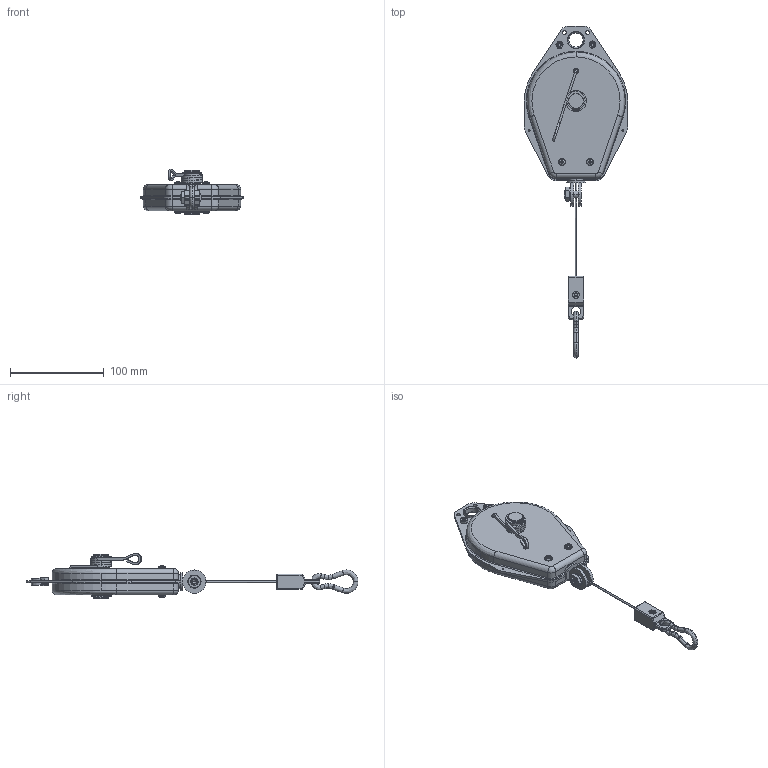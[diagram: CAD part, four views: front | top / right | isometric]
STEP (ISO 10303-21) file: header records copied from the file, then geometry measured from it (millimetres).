
FILE_DESCRIPTION (( 'STEP AP214' ), '1' );
FILE_NAME ('0014153.step', '2023-09-05T10:54:13', ( '' ), ( '' ), 'SwSTEP 2.0', 'SolidWorks 2020', '' );
FILE_SCHEMA (( 'AUTOMOTIVE_DESIGN' ));
Length unit declared in the file: millimetre
Products named in the file (1): 0014153
Bounding box: 110 x 354 x 48.56 mm (x, y, z)
Volume: 73890.2 mm3; surface area: 84814.2 mm2
Topology: 7 solids, 13 shells, 829 faces, 2085 edges, 1280 vertices
Faces by surface type: cylinder 261, plane 226, cone 198, bspline 136, torus 8
Entity records: 40327 total; most frequent: CARTESIAN_POINT 12229, ORIENTED_EDGE 4106, DIRECTION 3804, EDGE_CURVE 2053, AXIS2_PLACEMENT_3D 1573, VERTEX_POINT 1280, EDGE_LOOP 909, CIRCLE 879
